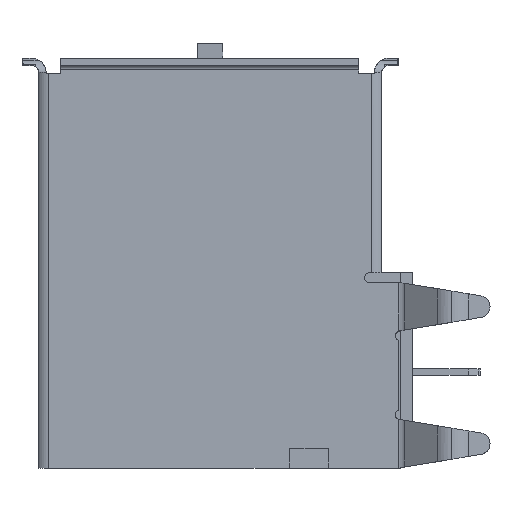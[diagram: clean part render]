
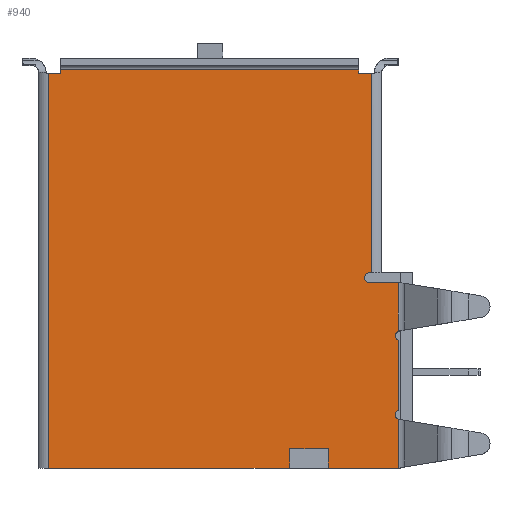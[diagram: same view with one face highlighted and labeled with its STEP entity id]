
A CAD part, left-side view. The second image highlights one B-rep face of the part: STEP entity #940.
In plain terms, the highlighted planar face has unit normal (-1, 0, 0).
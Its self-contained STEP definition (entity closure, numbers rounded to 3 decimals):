
#940=ADVANCED_FACE('',(#1955,#1956),#1957,.T.);
#1955=FACE_BOUND('',#3032,.T.);
#1956=FACE_OUTER_BOUND('',#3033,.T.);
#1957=PLANE('',#3034);
#3032=EDGE_LOOP('',(#5965,#5966,#5967,#5968));
#3033=EDGE_LOOP('',(#5969,#5970,#5971,#5972,#5973,#5974,#5975,#5976,#5977,#5978,#5979,#5980,#5981,#5982,#5983,#5984));
#3034=AXIS2_PLACEMENT_3D('',#5985,#5986,#5987);
#5965=ORIENTED_EDGE('',*,*,#7339,.T.);
#5966=ORIENTED_EDGE('',*,*,#7331,.T.);
#5967=ORIENTED_EDGE('',*,*,#7343,.T.);
#5968=ORIENTED_EDGE('',*,*,#7348,.T.);
#5969=ORIENTED_EDGE('',*,*,#7652,.F.);
#5970=ORIENTED_EDGE('',*,*,#7833,.F.);
#5971=ORIENTED_EDGE('',*,*,#7835,.T.);
#5972=ORIENTED_EDGE('',*,*,#7633,.F.);
#5973=ORIENTED_EDGE('',*,*,#7642,.F.);
#5974=ORIENTED_EDGE('',*,*,#7679,.T.);
#5975=ORIENTED_EDGE('',*,*,#7836,.F.);
#5976=ORIENTED_EDGE('',*,*,#7837,.F.);
#5977=ORIENTED_EDGE('',*,*,#7838,.T.);
#5978=ORIENTED_EDGE('',*,*,#7798,.F.);
#5979=ORIENTED_EDGE('',*,*,#7715,.F.);
#5980=ORIENTED_EDGE('',*,*,#7763,.F.);
#5981=ORIENTED_EDGE('',*,*,#7745,.F.);
#5982=ORIENTED_EDGE('',*,*,#7750,.F.);
#5983=ORIENTED_EDGE('',*,*,#7728,.F.);
#5984=ORIENTED_EDGE('',*,*,#7136,.F.);
#5985=CARTESIAN_POINT('',(-6.55,0.76,0.4));
#5986=DIRECTION('',(-1.0,0.,0.));
#5987=DIRECTION('',(0.,1.0,0.));
#7136=EDGE_CURVE('',#8790,#8792,#8793,.T.);
#7331=EDGE_CURVE('',#9064,#9065,#9066,.T.);
#7339=EDGE_CURVE('',#9076,#9064,#9077,.T.);
#7343=EDGE_CURVE('',#9065,#9082,#9083,.T.);
#7348=EDGE_CURVE('',#9082,#9076,#9089,.T.);
#7633=EDGE_CURVE('',#9522,#9524,#9525,.T.);
#7642=EDGE_CURVE('',#9537,#9522,#9539,.T.);
#7652=EDGE_CURVE('',#9553,#8790,#9555,.T.);
#7679=EDGE_CURVE('',#9537,#9588,#9590,.T.);
#7715=EDGE_CURVE('',#9631,#9634,#9635,.T.);
#7728=EDGE_CURVE('',#8792,#9655,#9656,.T.);
#7745=EDGE_CURVE('',#9680,#9681,#9682,.T.);
#7750=EDGE_CURVE('',#9655,#9680,#9689,.T.);
#7763=EDGE_CURVE('',#9681,#9631,#9708,.T.);
#7798=EDGE_CURVE('',#9634,#9757,#9758,.T.);
#7833=EDGE_CURVE('',#9807,#9553,#9809,.T.);
#7835=EDGE_CURVE('',#9807,#9524,#9811,.T.);
#7836=EDGE_CURVE('',#9812,#9588,#9813,.T.);
#7837=EDGE_CURVE('',#9814,#9812,#9815,.T.);
#7838=EDGE_CURVE('',#9814,#9757,#9816,.T.);
#8790=VERTEX_POINT('',#11225);
#8792=VERTEX_POINT('',#11228);
#8793=LINE('',#11229,#11230);
#9064=VERTEX_POINT('',#11621);
#9065=VERTEX_POINT('',#11622);
#9066=LINE('',#11623,#11624);
#9076=VERTEX_POINT('',#11639);
#9077=LINE('',#11640,#11641);
#9082=VERTEX_POINT('',#11648);
#9083=LINE('',#11649,#11650);
#9089=LINE('',#11658,#11659);
#9522=VERTEX_POINT('',#12485);
#9524=VERTEX_POINT('',#12488);
#9525=LINE('',#12489,#12490);
#9537=VERTEX_POINT('',#12507);
#9539=LINE('',#12509,#12510);
#9553=VERTEX_POINT('',#12528);
#9555=CIRCLE('',#12531,0.202);
#9588=VERTEX_POINT('',#12577);
#9590=LINE('',#12579,#12580);
#9631=VERTEX_POINT('',#12652);
#9634=VERTEX_POINT('',#12656);
#9635=LINE('',#12657,#12658);
#9655=VERTEX_POINT('',#12687);
#9656=LINE('',#12688,#12689);
#9680=VERTEX_POINT('',#12743);
#9681=VERTEX_POINT('',#12744);
#9682=LINE('',#12745,#12746);
#9689=CIRCLE('',#12756,0.197);
#9708=CIRCLE('',#12794,0.197);
#9757=VERTEX_POINT('',#12863);
#9758=LINE('',#12864,#12865);
#9807=VERTEX_POINT('',#12946);
#9809=LINE('',#12948,#12949);
#9811=LINE('',#12951,#12952);
#9812=VERTEX_POINT('',#12953);
#9813=LINE('',#12954,#12955);
#9814=VERTEX_POINT('',#12956);
#9815=LINE('',#12957,#12958);
#9816=LINE('',#12959,#12960);
#11225=CARTESIAN_POINT('',(-6.55,1.203,-9.303));
#11228=CARTESIAN_POINT('',(-6.55,0.,-9.303));
#11229=CARTESIAN_POINT('',(-6.55,0.281,-9.303));
#11230=VECTOR('',#13781,1.0);
#11621=CARTESIAN_POINT('',(-6.55,2.9,-16.2));
#11622=CARTESIAN_POINT('',(-6.55,2.9,-16.99));
#11623=CARTESIAN_POINT('',(-6.55,2.9,-8.098));
#11624=VECTOR('',#13944,1.0);
#11639=CARTESIAN_POINT('',(-6.55,4.5,-16.2));
#11640=CARTESIAN_POINT('',(-6.55,2.23,-16.2));
#11641=VECTOR('',#13950,1.0);
#11648=CARTESIAN_POINT('',(-6.55,4.5,-16.99));
#11649=CARTESIAN_POINT('',(-6.55,2.23,-16.99));
#11650=VECTOR('',#13953,1.0);
#11658=CARTESIAN_POINT('',(-6.55,4.5,-8.098));
#11659=VECTOR('',#13956,1.0);
#12485=CARTESIAN_POINT('',(-6.55,1.641,-0.622));
#12488=CARTESIAN_POINT('',(-6.55,1.1,-0.622));
#12489=CARTESIAN_POINT('',(-6.55,1.04,-0.622));
#12490=VECTOR('',#14253,1.0);
#12507=CARTESIAN_POINT('',(-6.55,1.641,-0.489));
#12509=CARTESIAN_POINT('',(-6.55,1.641,-4.778));
#12510=VECTOR('',#14265,1.0);
#12528=CARTESIAN_POINT('',(-6.55,1.203,-8.899));
#12531=AXIS2_PLACEMENT_3D('',#14277,#14278,#14279);
#12577=CARTESIAN_POINT('',(-6.55,13.996,-0.489));
#12579=CARTESIAN_POINT('',(-6.55,0.,-0.489));
#12580=VECTOR('',#14302,1.0);
#12652=CARTESIAN_POINT('',(-6.55,0.,-14.967));
#12656=CARTESIAN_POINT('',(-6.55,0.,-17.));
#12657=CARTESIAN_POINT('',(-6.55,0.,-0.489));
#12658=VECTOR('',#14323,1.0);
#12687=CARTESIAN_POINT('',(-6.55,0.,-11.321));
#12688=CARTESIAN_POINT('',(-6.55,0.,-0.489));
#12689=VECTOR('',#14333,1.0);
#12743=CARTESIAN_POINT('',(-6.55,0.,-11.685));
#12744=CARTESIAN_POINT('',(-6.55,0.,-14.603));
#12745=CARTESIAN_POINT('',(-6.55,0.,-11.194));
#12746=VECTOR('',#14350,1.0);
#12756=AXIS2_PLACEMENT_3D('',#14354,#14355,#14356);
#12794=AXIS2_PLACEMENT_3D('',#14374,#14375,#14376);
#12863=CARTESIAN_POINT('',(-6.55,14.5,-17.));
#12864=CARTESIAN_POINT('',(-6.55,3.705,-17.));
#12865=VECTOR('',#14420,1.0);
#12946=CARTESIAN_POINT('',(-6.55,1.1,-8.899));
#12948=CARTESIAN_POINT('',(-6.55,0.857,-8.899));
#12949=VECTOR('',#14466,1.0);
#12951=CARTESIAN_POINT('',(-6.55,1.1,-4.65));
#12952=VECTOR('',#14467,1.0);
#12953=CARTESIAN_POINT('',(-6.55,13.996,-0.622));
#12954=CARTESIAN_POINT('',(-6.55,13.996,-4.778));
#12955=VECTOR('',#14468,1.0);
#12956=CARTESIAN_POINT('',(-6.55,14.5,-0.622));
#12957=CARTESIAN_POINT('',(-6.55,7.149,-0.622));
#12958=VECTOR('',#14469,1.0);
#12959=CARTESIAN_POINT('',(-6.55,14.5,0.4));
#12960=VECTOR('',#14470,1.0);
#13781=DIRECTION('',(0.,-1.0,0.));
#13944=DIRECTION('',(0.,0.0,-1.0));
#13950=DIRECTION('',(0.,-1.0,0.));
#13953=DIRECTION('',(0.,1.0,0.));
#13956=DIRECTION('',(0.,0.0,1.0));
#14253=DIRECTION('',(0.,-1.,0.));
#14265=DIRECTION('',(0.,0.0,-1.0));
#14277=CARTESIAN_POINT('',(-6.55,1.202,-9.101));
#14278=DIRECTION('',(-1.0,0.,0.));
#14279=DIRECTION('',(0.,0.,-1.0));
#14302=DIRECTION('',(0.,1.0,0.));
#14323=DIRECTION('',(0.,0.,-1.0));
#14333=DIRECTION('',(0.,0.,-1.0));
#14350=DIRECTION('',(0.,0.,-1.));
#14354=CARTESIAN_POINT('',(-6.55,-0.076,-11.503));
#14355=DIRECTION('',(-1.0,0.,0.));
#14356=DIRECTION('',(0.,0.,-1.0));
#14374=CARTESIAN_POINT('',(-6.55,-0.076,-14.785));
#14375=DIRECTION('',(-1.0,0.,0.));
#14376=DIRECTION('',(0.,0.,-1.0));
#14420=DIRECTION('',(0.,1.,0.));
#14466=DIRECTION('',(0.,1.0,0.));
#14467=DIRECTION('',(0.,0.0,1.0));
#14468=DIRECTION('',(0.,0.0,1.0));
#14469=DIRECTION('',(0.,-1.,0.));
#14470=DIRECTION('',(0.,0.0,-1.0));
